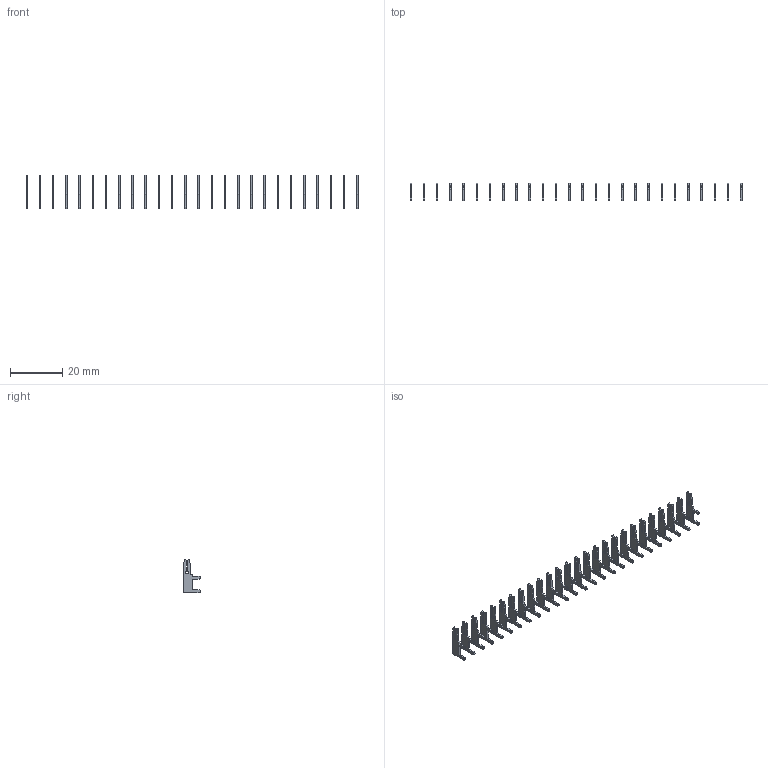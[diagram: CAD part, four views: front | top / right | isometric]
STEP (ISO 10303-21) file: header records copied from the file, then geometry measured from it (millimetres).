
FILE_DESCRIPTION (( 'STEP AP203' ), '1' );
FILE_NAME ('105-026-203-200.STEP', '2020-08-29T23:38:26', ( '' ), ( '' ), 'SwSTEP 2.0', 'SolidWorks 2020', '' );
FILE_SCHEMA (( 'CONFIG_CONTROL_DESIGN' ));
Length unit declared in the file: inch
Products named in the file (2): 100-290-001_100-290-203; 105-026-203-200
Assembly tree (26 placements, depth 2):
  105-026-203-200
    100-290-001_100-290-203  x26
Bounding box: 127.6 x 6.53 x 12.7 mm (x, y, z)
Volume: 656.4 mm3; surface area: 3008.7 mm2
Topology: 26 solids, 26 shells, 728 faces, 2028 edges, 1352 vertices
Faces by surface type: plane 546, cylinder 182
Entity records: 1896 total; most frequent: DIRECTION 202, CARTESIAN_POINT 199, ORIENTED_EDGE 156, EDGE_CURVE 78, AXIS2_PLACEMENT_3D 71, DATE_AND_TIME 62, COORDINATED_UNIVERSAL_TIME_OFFSET 62, LOCAL_TIME 62
